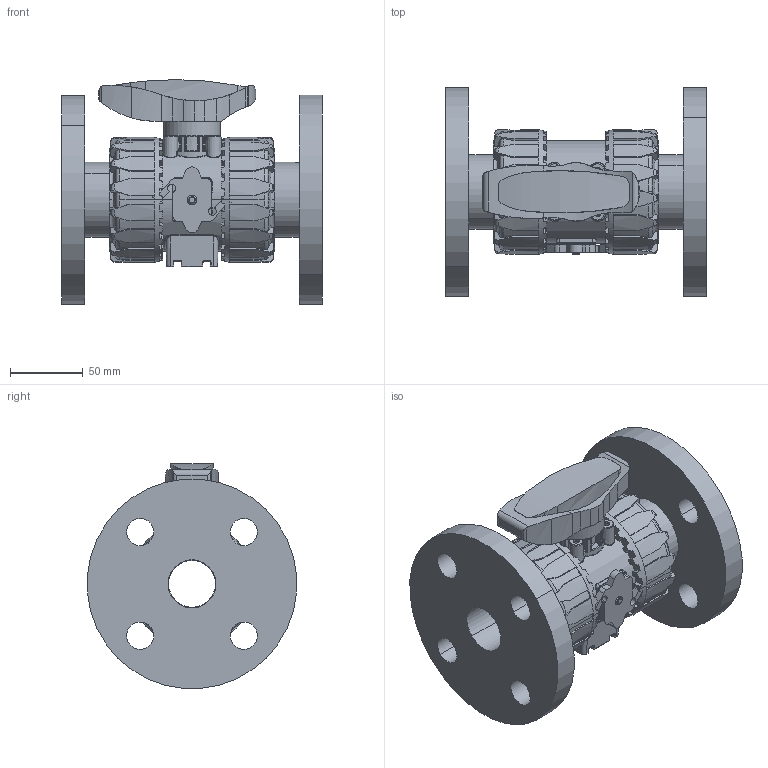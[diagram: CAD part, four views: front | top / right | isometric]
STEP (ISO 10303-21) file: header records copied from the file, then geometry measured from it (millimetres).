
FILE_DESCRIPTION(('STEP AP214'),'1');
FILE_NAME('vkdom040e.stp','2018-03-06T12:14:57',('TraceParts'),('TraceParts S.A.'),'Spatial InterOp 3D',' ',' ');
FILE_SCHEMA(('automotive_design'));
Length unit declared in the file: millimetre
Products named in the file (7): vkdom040e_1; vkdom040e_2; vkdom040e_3; vkdom040e_4; vkdom040e_5; vkdom040e_6; vkdom040e_7
Bounding box: 178.9 x 143.45 x 154.25 mm (x, y, z)
Volume: 1081518.6 mm3; surface area: 211974.6 mm2
Topology: 7 solids, 7 shells, 1678 faces, 4446 edges, 2738 vertices
Faces by surface type: cylinder 683, plane 527, bspline 170, torus 126, cone 88, sphere 84
Entity records: 85205 total; most frequent: CARTESIAN_POINT 30405, DIRECTION 9000, ORIENTED_EDGE 8748, EDGE_CURVE 4374, AXIS2_PLACEMENT_3D 3734, VERTEX_POINT 2738, EDGE_LOOP 1734, STYLED_ITEM 1685
